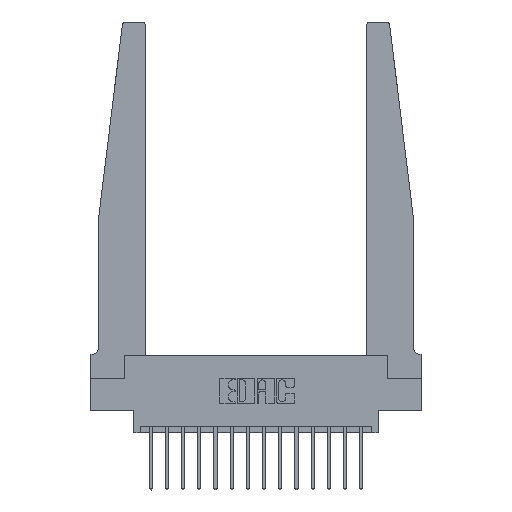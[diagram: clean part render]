
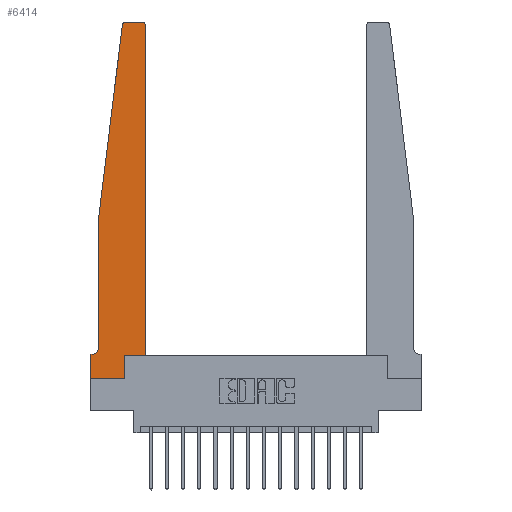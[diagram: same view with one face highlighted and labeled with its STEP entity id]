
A CAD part, top view. The second image highlights one B-rep face of the part: STEP entity #6414.
In plain terms, the highlighted planar face has unit normal (0, 0, 1).
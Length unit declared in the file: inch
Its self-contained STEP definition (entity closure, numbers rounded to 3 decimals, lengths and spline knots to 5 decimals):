
#88 = VECTOR ( 'NONE', #700, 39.37008 ) ;
#167 = ORIENTED_EDGE ( 'NONE', *, *, #9209, .T. ) ;
#319 = AXIS2_PLACEMENT_3D ( 'NONE', #13627, #5395, #15019 ) ;
#564 = LINE ( 'NONE', #9674, #10710 ) ;
#598 = VECTOR ( 'NONE', #2134, 39.37008 ) ;
#655 = DIRECTION ( 'NONE',  ( -1., 0., 0. ) ) ;
#700 = DIRECTION ( 'NONE',  ( 1., 0., 0. ) ) ;
#740 = CARTESIAN_POINT ( 'NONE',  ( 0., 0., 0.37 ) ) ;
#836 = DIRECTION ( 'NONE',  ( 0., -1., 0. ) ) ;
#891 = VERTEX_POINT ( 'NONE', #7163 ) ;
#1029 = LINE ( 'NONE', #14552, #598 ) ;
#1243 = VERTEX_POINT ( 'NONE', #10909 ) ;
#1391 = ORIENTED_EDGE ( 'NONE', *, *, #15629, .T. ) ;
#1591 = ORIENTED_EDGE ( 'NONE', *, *, #11022, .T. ) ;
#2134 = DIRECTION ( 'NONE',  ( 1., 0., 0. ) ) ;
#2416 = DIRECTION ( 'NONE',  ( 0., 0., 1. ) ) ;
#2599 = ORIENTED_EDGE ( 'NONE', *, *, #14339, .T. ) ;
#2803 = EDGE_CURVE ( 'NONE', #12251, #1243, #12000, .T. ) ;
#3069 = EDGE_LOOP ( 'NONE', ( #10152, #7667, #12886, #1391, #6596, #167, #6721, #3423, #13826, #12201, #2599, #1591 ) ) ;
#3166 = VERTEX_POINT ( 'NONE', #10840 ) ;
#3215 = LINE ( 'NONE', #16958, #6894 ) ;
#3423 = ORIENTED_EDGE ( 'NONE', *, *, #2803, .T. ) ;
#3506 = FACE_OUTER_BOUND ( 'NONE', #3069, .T. ) ;
#3519 = CARTESIAN_POINT ( 'NONE',  ( 0.395, 2.75, 0.37 ) ) ;
#3807 = CARTESIAN_POINT ( 'NONE',  ( 0., 0., 0.37 ) ) ;
#4292 = CIRCLE ( 'NONE', #319, 0.03 ) ;
#4914 = AXIS2_PLACEMENT_3D ( 'NONE', #15930, #17287, #9094 ) ;
#5046 = AXIS2_PLACEMENT_3D ( 'NONE', #10682, #2416, #12085 ) ;
#5298 = CARTESIAN_POINT ( 'NONE',  ( 0.425, 0.18, 0.37 ) ) ;
#5395 = DIRECTION ( 'NONE',  ( 0., 0., 1. ) ) ;
#5520 = AXIS2_PLACEMENT_3D ( 'NONE', #7684, #17256, #9063 ) ;
#5725 = CARTESIAN_POINT ( 'NONE',  ( 0., 0.1875, 0.37 ) ) ;
#5745 = VERTEX_POINT ( 'NONE', #6273 ) ;
#6082 = VERTEX_POINT ( 'NONE', #16572 ) ;
#6273 = CARTESIAN_POINT ( 'NONE',  ( 0.27653, 2.75, 0.37 ) ) ;
#6369 = CARTESIAN_POINT ( 'NONE',  ( 0.065, 1.25, 0.37 ) ) ;
#6414 = ADVANCED_FACE ( 'NONE', ( #3506 ), #7714, .T. ) ;
#6596 = ORIENTED_EDGE ( 'NONE', *, *, #12400, .T. ) ;
#6638 = EDGE_CURVE ( 'NONE', #1243, #3166, #11033, .T. ) ;
#6656 = VECTOR ( 'NONE', #655, 39.37008 ) ;
#6721 = ORIENTED_EDGE ( 'NONE', *, *, #11042, .T. ) ;
#6894 = VECTOR ( 'NONE', #12831, 39.37008 ) ;
#7163 = CARTESIAN_POINT ( 'NONE',  ( 0.425, 0.18, 0.37 ) ) ;
#7187 = CARTESIAN_POINT ( 'NONE',  ( 0., 0., 0.37 ) ) ;
#7588 = VERTEX_POINT ( 'NONE', #14486 ) ;
#7651 = CARTESIAN_POINT ( 'NONE',  ( 0.015, 0.1875, 0.37 ) ) ;
#7667 = ORIENTED_EDGE ( 'NONE', *, *, #17433, .T. ) ;
#7684 = CARTESIAN_POINT ( 'NONE',  ( 0.015, 0.2375, 0.37 ) ) ;
#7714 = PLANE ( 'NONE',  #4914 ) ;
#7722 = VECTOR ( 'NONE', #13461, 39.37008 ) ;
#8086 = CARTESIAN_POINT ( 'NONE',  ( 0.065, 0.2375, 0.37 ) ) ;
#9011 = CIRCLE ( 'NONE', #5046, 0.03 ) ;
#9063 = DIRECTION ( 'NONE',  ( -1., 0., 0. ) ) ;
#9094 = DIRECTION ( 'NONE',  ( 1., 0., 0. ) ) ;
#9170 = VERTEX_POINT ( 'NONE', #15534 ) ;
#9209 = EDGE_CURVE ( 'NONE', #11565, #10754, #3215, .T. ) ;
#9358 = EDGE_CURVE ( 'NONE', #3166, #891, #1029, .T. ) ;
#9674 = CARTESIAN_POINT ( 'NONE',  ( 0.065, 1.25, 0.37 ) ) ;
#9888 = EDGE_CURVE ( 'NONE', #15577, #5745, #14397, .T. ) ;
#10152 = ORIENTED_EDGE ( 'NONE', *, *, #9888, .T. ) ;
#10239 = VECTOR ( 'NONE', #10760, 39.37008 ) ;
#10306 = CARTESIAN_POINT ( 'NONE',  ( 0.25, 2.75, 0.37 ) ) ;
#10657 = LINE ( 'NONE', #5298, #10239 ) ;
#10682 = CARTESIAN_POINT ( 'NONE',  ( 0.395, 2.72, 0.37 ) ) ;
#10710 = VECTOR ( 'NONE', #15223, 39.37008 ) ;
#10754 = VERTEX_POINT ( 'NONE', #5725 ) ;
#10760 = DIRECTION ( 'NONE',  ( 0., 1., 0. ) ) ;
#10840 = CARTESIAN_POINT ( 'NONE',  ( 0.2605, 0.18, 0.37 ) ) ;
#10909 = CARTESIAN_POINT ( 'NONE',  ( 0.2605, 0., 0.37 ) ) ;
#11022 = EDGE_CURVE ( 'NONE', #9170, #15577, #9011, .T. ) ;
#11033 = LINE ( 'NONE', #12534, #13830 ) ;
#11042 = EDGE_CURVE ( 'NONE', #10754, #12251, #15006, .T. ) ;
#11565 = VERTEX_POINT ( 'NONE', #7651 ) ;
#12000 = LINE ( 'NONE', #740, #88 ) ;
#12085 = DIRECTION ( 'NONE',  ( 1., 0., 0. ) ) ;
#12201 = ORIENTED_EDGE ( 'NONE', *, *, #9358, .T. ) ;
#12251 = VERTEX_POINT ( 'NONE', #7187 ) ;
#12400 = EDGE_CURVE ( 'NONE', #15066, #11565, #15479, .T. ) ;
#12534 = CARTESIAN_POINT ( 'NONE',  ( 0.2605, 0.18, 0.37 ) ) ;
#12752 = EDGE_CURVE ( 'NONE', #7588, #6082, #564, .T. ) ;
#12831 = DIRECTION ( 'NONE',  ( -1., 0., 0. ) ) ;
#12886 = ORIENTED_EDGE ( 'NONE', *, *, #12752, .T. ) ;
#13461 = DIRECTION ( 'NONE',  ( 0., -1., 0. ) ) ;
#13627 = CARTESIAN_POINT ( 'NONE',  ( 0.27653, 2.72, 0.37 ) ) ;
#13633 = LINE ( 'NONE', #6369, #16431 ) ;
#13826 = ORIENTED_EDGE ( 'NONE', *, *, #6638, .T. ) ;
#13830 = VECTOR ( 'NONE', #13917, 39.37008 ) ;
#13917 = DIRECTION ( 'NONE',  ( 0., 1., 0. ) ) ;
#14339 = EDGE_CURVE ( 'NONE', #891, #9170, #10657, .T. ) ;
#14397 = LINE ( 'NONE', #10306, #6656 ) ;
#14486 = CARTESIAN_POINT ( 'NONE',  ( 0.24675, 2.72367, 0.37 ) ) ;
#14552 = CARTESIAN_POINT ( 'NONE',  ( 0.425, 0.18, 0.37 ) ) ;
#15006 = LINE ( 'NONE', #3807, #7722 ) ;
#15019 = DIRECTION ( 'NONE',  ( 1., 0., 0. ) ) ;
#15066 = VERTEX_POINT ( 'NONE', #8086 ) ;
#15223 = DIRECTION ( 'NONE',  ( -0.122, -0.992, 0. ) ) ;
#15479 = CIRCLE ( 'NONE', #5520, 0.05 ) ;
#15534 = CARTESIAN_POINT ( 'NONE',  ( 0.425, 2.72, 0.37 ) ) ;
#15577 = VERTEX_POINT ( 'NONE', #3519 ) ;
#15629 = EDGE_CURVE ( 'NONE', #6082, #15066, #13633, .T. ) ;
#15930 = CARTESIAN_POINT ( 'NONE',  ( 0., 0.1875, 0.37 ) ) ;
#16431 = VECTOR ( 'NONE', #836, 39.37008 ) ;
#16572 = CARTESIAN_POINT ( 'NONE',  ( 0.065, 1.25, 0.37 ) ) ;
#16958 = CARTESIAN_POINT ( 'NONE',  ( 0.065, 0.1875, 0.37 ) ) ;
#17256 = DIRECTION ( 'NONE',  ( 0., 0., -1. ) ) ;
#17287 = DIRECTION ( 'NONE',  ( 0., 0., 1. ) ) ;
#17433 = EDGE_CURVE ( 'NONE', #5745, #7588, #4292, .T. ) ;
